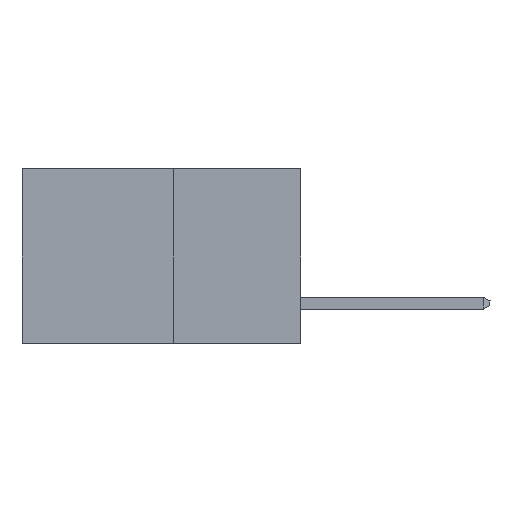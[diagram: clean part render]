
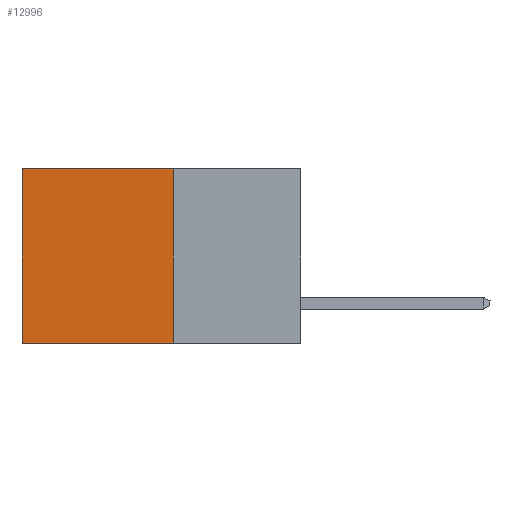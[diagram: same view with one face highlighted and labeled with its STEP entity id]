
A CAD part, left-side view. The second image highlights one B-rep face of the part: STEP entity #12996.
In plain terms, the highlighted planar face has unit normal (-1, 0, 0).
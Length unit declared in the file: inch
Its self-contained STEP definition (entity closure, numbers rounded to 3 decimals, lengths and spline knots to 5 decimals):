
#1026 = ORIENTED_EDGE ( 'NONE', *, *, #19150, .T. ) ;
#2215 = CARTESIAN_POINT ( 'NONE',  ( 0.277, 0.59, -0.37 ) ) ;
#3164 = CARTESIAN_POINT ( 'NONE',  ( 0.277, 0.27, 0. ) ) ;
#4338 = VECTOR ( 'NONE', #17506, 39.37008 ) ;
#5245 = CARTESIAN_POINT ( 'NONE',  ( 0.277, 0.59, 0. ) ) ;
#7112 = LINE ( 'NONE', #3164, #23037 ) ;
#7723 = PLANE ( 'NONE',  #12282 ) ;
#8846 = VECTOR ( 'NONE', #24979, 39.37008 ) ;
#9344 = CARTESIAN_POINT ( 'NONE',  ( 0.277, 0.59, -0.37 ) ) ;
#9910 = ORIENTED_EDGE ( 'NONE', *, *, #20704, .F. ) ;
#10419 = EDGE_LOOP ( 'NONE', ( #1026, #9910, #14525, #15860 ) ) ;
#10433 = VERTEX_POINT ( 'NONE', #5245 ) ;
#11337 = CARTESIAN_POINT ( 'NONE',  ( 0.277, 0.27, 0. ) ) ;
#12006 = DIRECTION ( 'NONE',  ( 1., 0., 0. ) ) ;
#12282 = AXIS2_PLACEMENT_3D ( 'NONE', #22777, #12006, #27095 ) ;
#12996 = ADVANCED_FACE ( 'NONE', ( #15339 ), #7723, .F. ) ;
#13003 = EDGE_CURVE ( 'NONE', #27269, #23043, #26059, .T. ) ;
#13867 = DIRECTION ( 'NONE',  ( 0., 1., 0. ) ) ;
#14256 = CARTESIAN_POINT ( 'NONE',  ( 0.277, 0.27, -0.37 ) ) ;
#14525 = ORIENTED_EDGE ( 'NONE', *, *, #13003, .F. ) ;
#14875 = EDGE_CURVE ( 'NONE', #27269, #10433, #7112, .T. ) ;
#15339 = FACE_OUTER_BOUND ( 'NONE', #10419, .T. ) ;
#15860 = ORIENTED_EDGE ( 'NONE', *, *, #14875, .T. ) ;
#16502 = CARTESIAN_POINT ( 'NONE',  ( 0.277, 0.27, -0.37 ) ) ;
#17506 = DIRECTION ( 'NONE',  ( 0., 0., -1. ) ) ;
#19150 = EDGE_CURVE ( 'NONE', #10433, #25970, #22327, .T. ) ;
#19865 = VECTOR ( 'NONE', #20814, 39.37008 ) ;
#20524 = LINE ( 'NONE', #16502, #19865 ) ;
#20704 = EDGE_CURVE ( 'NONE', #23043, #25970, #20524, .T. ) ;
#20814 = DIRECTION ( 'NONE',  ( 0., 1., 0. ) ) ;
#21609 = CARTESIAN_POINT ( 'NONE',  ( 0.277, 0.27, -0.37 ) ) ;
#22327 = LINE ( 'NONE', #2215, #4338 ) ;
#22777 = CARTESIAN_POINT ( 'NONE',  ( 0.277, 0.27, -0.37 ) ) ;
#23037 = VECTOR ( 'NONE', #13867, 39.37008 ) ;
#23043 = VERTEX_POINT ( 'NONE', #21609 ) ;
#24979 = DIRECTION ( 'NONE',  ( 0., 0., -1. ) ) ;
#25970 = VERTEX_POINT ( 'NONE', #9344 ) ;
#26059 = LINE ( 'NONE', #14256, #8846 ) ;
#27095 = DIRECTION ( 'NONE',  ( 0., 0., -1. ) ) ;
#27269 = VERTEX_POINT ( 'NONE', #11337 ) ;
